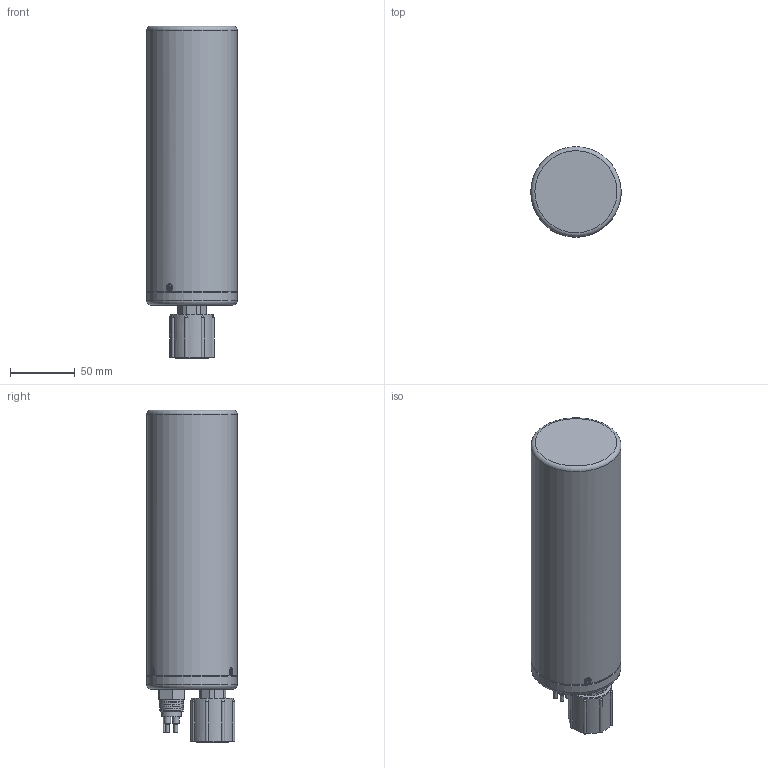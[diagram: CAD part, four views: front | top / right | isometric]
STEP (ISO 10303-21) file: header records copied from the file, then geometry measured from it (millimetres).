
FILE_DESCRIPTION(/* description */ (''),/* implementation_level */ '2;1');
FILE_NAME(/* name */ 'AR115_Fusion6_DriverBottle.stp',/* time_stamp */ '2022-10-05T15:21:21-04:00',/* author */ ('lfrey'),/* organization */ (''),/* preprocessor_version */ 'ST-DEVELOPER v19',/* originating_system */ 'Autodesk Inventor 2023',/* authorisation */ '');
FILE_SCHEMA (('AUTOMOTIVE_DESIGN { 1 0 10303 214 3 1 1 }'));
Products named in the file (1): Fusion6_DriverBottle
Bounding box: 69.96 x 69.85 x 256.9 mm (x, y, z)
Volume: 453995.3 mm3; surface area: 115418.5 mm2
Topology: 2 solids, 9 shells, 930 faces, 2459 edges, 1612 vertices
Faces by surface type: plane 328, cylinder 279, bspline 188, cone 104, torus 23, sphere 8
Full cylindrical faces by diameter (mm): 1.5 x36, 1.59 x2, 1.595 x30, 1.7 x46, 1.702 x14, 2 x1, 2.159 x3, 2.184 x18, 2.642 x2, 2.8 x4, 2.845 x3, 2.946 x3, 3 x12, 4.8 x4, 4.953 x3, 9.236 x1, 9.5 x1, 9.728 x14, 11.328 x14, 12.5 x1, 14 x1, 15.5 x1, 16 x1, 17.9 x2, 18.8 x1, 19 x2, 22 x1, 24.98 x1, 25 x1, 25.4 x2
Entity records: 57664 total; most frequent: CARTESIAN_POINT 35866, ORIENTED_EDGE 4888, DIRECTION 3432, EDGE_CURVE 2444, VERTEX_POINT 1612, AXIS2_PLACEMENT_3D 1171, LINE 1090, VECTOR 1090
